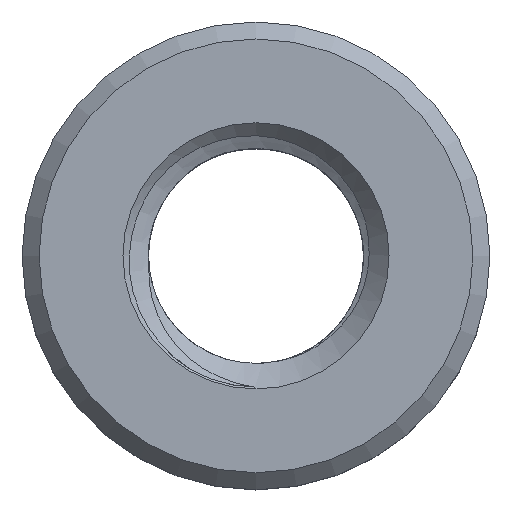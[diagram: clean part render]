
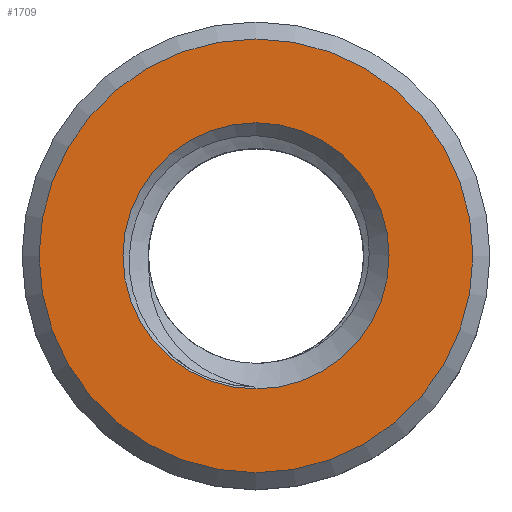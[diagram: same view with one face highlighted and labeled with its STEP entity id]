
A CAD part, top view. The second image highlights one B-rep face of the part: STEP entity #1709.
In plain terms, the highlighted planar face has unit normal (0, 0, 1).
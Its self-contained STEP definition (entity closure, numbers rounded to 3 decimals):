
#19=FACE_BOUND('',#331,.T.);
#155=PLANE('',#1824);
#238=FACE_OUTER_BOUND('',#330,.T.);
#330=EDGE_LOOP('',(#1548));
#331=EDGE_LOOP('',(#1549));
#350=CIRCLE('',#1822,2.55);
#352=CIRCLE('',#1825,1.565);
#841=VERTEX_POINT('',#3067);
#843=VERTEX_POINT('',#3073);
#1084=EDGE_CURVE('',#841,#841,#350,.T.);
#1087=EDGE_CURVE('',#843,#843,#352,.T.);
#1548=ORIENTED_EDGE('',*,*,#1084,.F.);
#1549=ORIENTED_EDGE('',*,*,#1087,.F.);
#1709=ADVANCED_FACE('',(#238,#19),#155,.T.);
#1822=AXIS2_PLACEMENT_3D('',#3068,#2157,#2158);
#1824=AXIS2_PLACEMENT_3D('',#3072,#2162,#2163);
#1825=AXIS2_PLACEMENT_3D('',#3074,#2164,#2165);
#2157=DIRECTION('center_axis',(0.,0.,-1.));
#2158=DIRECTION('ref_axis',(1.,0.,0.));
#2162=DIRECTION('center_axis',(0.,0.,1.));
#2163=DIRECTION('ref_axis',(1.,0.,0.));
#2164=DIRECTION('center_axis',(0.,0.,1.));
#2165=DIRECTION('ref_axis',(1.,0.,0.));
#3067=CARTESIAN_POINT('',(-2.55,0.,3.));
#3068=CARTESIAN_POINT('Origin',(0.,0.,3.));
#3072=CARTESIAN_POINT('Origin',(0.,0.,3.));
#3073=CARTESIAN_POINT('',(-1.565,0.,3.));
#3074=CARTESIAN_POINT('Origin',(0.,0.,3.));
